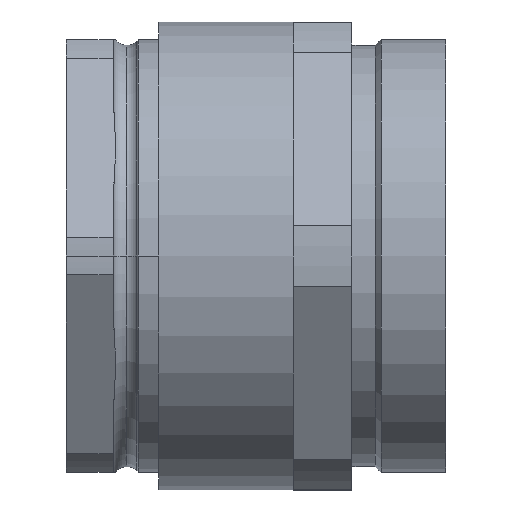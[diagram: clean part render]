
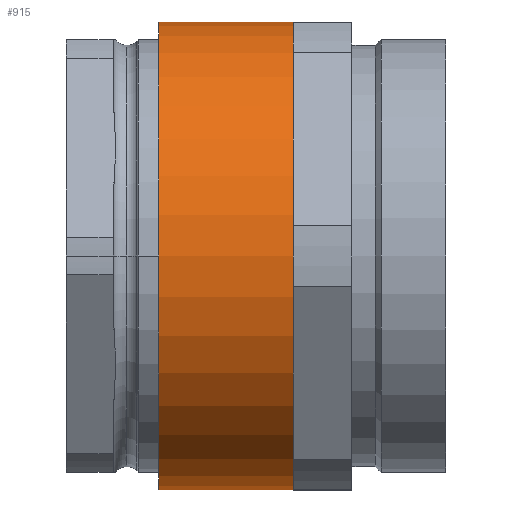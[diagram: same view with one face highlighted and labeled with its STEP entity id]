
A CAD part, front view. The second image highlights one B-rep face of the part: STEP entity #915.
In plain terms, the highlighted cylindrical face has radius 20 mm (diameter 40 mm), a partial arc.
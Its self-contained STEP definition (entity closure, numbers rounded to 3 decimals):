
#11 = CARTESIAN_POINT ( 'NONE',  ( -13., 0., 0. ) ) ;
#37 = CARTESIAN_POINT ( 'NONE',  ( -13., 0., 0. ) ) ;
#98 = VECTOR ( 'NONE', #1113, 1000. ) ;
#118 = DIRECTION ( 'NONE',  ( 0., 0., 1. ) ) ;
#174 = DIRECTION ( 'NONE',  ( 0., 0., 1. ) ) ;
#221 = EDGE_CURVE ( 'NONE', #743, #1727, #1006, .T. ) ;
#242 = DIRECTION ( 'NONE',  ( 0., 0., 1. ) ) ;
#267 = DIRECTION ( 'NONE',  ( 0., 0., 1. ) ) ;
#334 = AXIS2_PLACEMENT_3D ( 'NONE', #2593, #1676, #118 ) ;
#393 = CARTESIAN_POINT ( 'NONE',  ( -24.5, 0., -20. ) ) ;
#407 = AXIS2_PLACEMENT_3D ( 'NONE', #11, #1568, #242 ) ;
#611 = LINE ( 'NONE', #2280, #2849 ) ;
#649 = EDGE_CURVE ( 'NONE', #2049, #1478, #974, .T. ) ;
#743 = VERTEX_POINT ( 'NONE', #2052 ) ;
#766 = CARTESIAN_POINT ( 'NONE',  ( -13., -17.321, 10. ) ) ;
#772 = AXIS2_PLACEMENT_3D ( 'NONE', #2837, #1498, #174 ) ;
#802 = ORIENTED_EDGE ( 'NONE', *, *, #2411, .T. ) ;
#823 = DIRECTION ( 'NONE',  ( 0., 0., 1. ) ) ;
#865 = CYLINDRICAL_SURFACE ( 'NONE', #1381, 20. ) ;
#915 = ADVANCED_FACE ( 'NONE', ( #2134 ), #865, .T. ) ;
#974 = CIRCLE ( 'NONE', #407, 20. ) ;
#1001 = ORIENTED_EDGE ( 'NONE', *, *, #221, .T. ) ;
#1006 = CIRCLE ( 'NONE', #334, 20. ) ;
#1113 = DIRECTION ( 'NONE',  ( -1., 0., 0. ) ) ;
#1301 = CARTESIAN_POINT ( 'NONE',  ( -24.5, 0., 20. ) ) ;
#1381 = AXIS2_PLACEMENT_3D ( 'NONE', #1652, #2329, #823 ) ;
#1478 = VERTEX_POINT ( 'NONE', #2805 ) ;
#1498 = DIRECTION ( 'NONE',  ( -1., 0., 0. ) ) ;
#1544 = ORIENTED_EDGE ( 'NONE', *, *, #2736, .F. ) ;
#1568 = DIRECTION ( 'NONE',  ( -1., 0., 0. ) ) ;
#1576 = VERTEX_POINT ( 'NONE', #393 ) ;
#1595 = DIRECTION ( 'NONE',  ( -1., 0., 0. ) ) ;
#1610 = DIRECTION ( 'NONE',  ( -1., 0., 0. ) ) ;
#1652 = CARTESIAN_POINT ( 'NONE',  ( -24.5, 0., 0. ) ) ;
#1676 = DIRECTION ( 'NONE',  ( -1., 0., 0. ) ) ;
#1683 = EDGE_LOOP ( 'NONE', ( #2639, #1001, #802, #2526, #2882, #1544 ) ) ;
#1727 = VERTEX_POINT ( 'NONE', #2654 ) ;
#1831 = EDGE_CURVE ( 'NONE', #743, #1576, #1885, .T. ) ;
#1885 = LINE ( 'NONE', #2252, #98 ) ;
#1911 = EDGE_CURVE ( 'NONE', #1478, #2287, #611, .T. ) ;
#1952 = AXIS2_PLACEMENT_3D ( 'NONE', #37, #1595, #267 ) ;
#2049 = VERTEX_POINT ( 'NONE', #766 ) ;
#2052 = CARTESIAN_POINT ( 'NONE',  ( -13., 0., -20. ) ) ;
#2134 = FACE_OUTER_BOUND ( 'NONE', #1683, .T. ) ;
#2161 = CIRCLE ( 'NONE', #1952, 20. ) ;
#2252 = CARTESIAN_POINT ( 'NONE',  ( -24.5, 0., -20. ) ) ;
#2280 = CARTESIAN_POINT ( 'NONE',  ( -24.5, 0., 20. ) ) ;
#2287 = VERTEX_POINT ( 'NONE', #1301 ) ;
#2329 = DIRECTION ( 'NONE',  ( -1., 0., 0. ) ) ;
#2367 = CIRCLE ( 'NONE', #772, 20. ) ;
#2411 = EDGE_CURVE ( 'NONE', #1727, #2049, #2161, .T. ) ;
#2526 = ORIENTED_EDGE ( 'NONE', *, *, #649, .T. ) ;
#2593 = CARTESIAN_POINT ( 'NONE',  ( -13., 0., 0. ) ) ;
#2639 = ORIENTED_EDGE ( 'NONE', *, *, #1831, .F. ) ;
#2654 = CARTESIAN_POINT ( 'NONE',  ( -13., -17.321, -10. ) ) ;
#2736 = EDGE_CURVE ( 'NONE', #1576, #2287, #2367, .T. ) ;
#2805 = CARTESIAN_POINT ( 'NONE',  ( -13., 0., 20. ) ) ;
#2837 = CARTESIAN_POINT ( 'NONE',  ( -24.5, 0., 0. ) ) ;
#2849 = VECTOR ( 'NONE', #1610, 1000. ) ;
#2882 = ORIENTED_EDGE ( 'NONE', *, *, #1911, .T. ) ;
